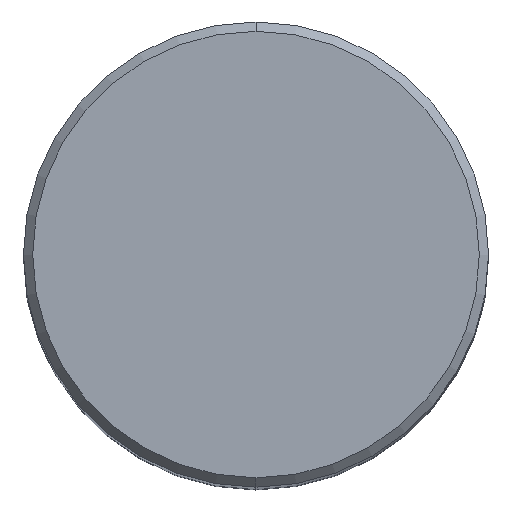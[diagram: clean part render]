
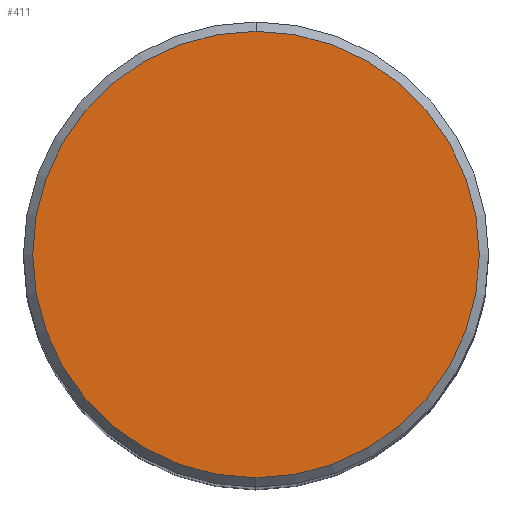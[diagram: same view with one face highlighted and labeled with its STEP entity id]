
A CAD part, top view. The second image highlights one B-rep face of the part: STEP entity #411.
In plain terms, the highlighted planar face has unit normal (0, 0, 1).
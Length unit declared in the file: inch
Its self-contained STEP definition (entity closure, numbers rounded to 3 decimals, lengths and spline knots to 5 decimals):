
#20 = EDGE_CURVE ( 'NONE', #77, #339, #379, .T. ) ;
#24 = EDGE_CURVE ( 'NONE', #339, #77, #355, .T. ) ;
#29 = CARTESIAN_POINT ( 'NONE',  ( 0., 0.48, 0. ) ) ;
#71 = ORIENTED_EDGE ( 'NONE', *, *, #24, .T. ) ;
#77 = VERTEX_POINT ( 'NONE', #336 ) ;
#103 = ORIENTED_EDGE ( 'NONE', *, *, #20, .T. ) ;
#110 = AXIS2_PLACEMENT_3D ( 'NONE', #165, #225, #196 ) ;
#165 = CARTESIAN_POINT ( 'NONE',  ( 0., 0., 0. ) ) ;
#194 = FACE_OUTER_BOUND ( 'NONE', #373, .T. ) ;
#196 = DIRECTION ( 'NONE',  ( 0., -1., 0. ) ) ;
#217 = AXIS2_PLACEMENT_3D ( 'NONE', #29, #295, #364 ) ;
#225 = DIRECTION ( 'NONE',  ( 0., 0., 1. ) ) ;
#262 = CARTESIAN_POINT ( 'NONE',  ( 0., 0., 0. ) ) ;
#285 = CARTESIAN_POINT ( 'NONE',  ( 0., -0.48, 0. ) ) ;
#295 = DIRECTION ( 'NONE',  ( 0., 0., -1. ) ) ;
#332 = PLANE ( 'NONE',  #217 ) ;
#336 = CARTESIAN_POINT ( 'NONE',  ( 0., 0.48, 0. ) ) ;
#339 = VERTEX_POINT ( 'NONE', #285 ) ;
#355 = CIRCLE ( 'NONE', #401, 0.48 ) ;
#364 = DIRECTION ( 'NONE',  ( 0., 1., 0. ) ) ;
#370 = DIRECTION ( 'NONE',  ( 0., 0., 1. ) ) ;
#373 = EDGE_LOOP ( 'NONE', ( #103, #71 ) ) ;
#379 = CIRCLE ( 'NONE', #110, 0.48 ) ;
#399 = DIRECTION ( 'NONE',  ( 0., -1., 0. ) ) ;
#401 = AXIS2_PLACEMENT_3D ( 'NONE', #262, #370, #399 ) ;
#411 = ADVANCED_FACE ( 'NONE', ( #194 ), #332, .F. ) ;
